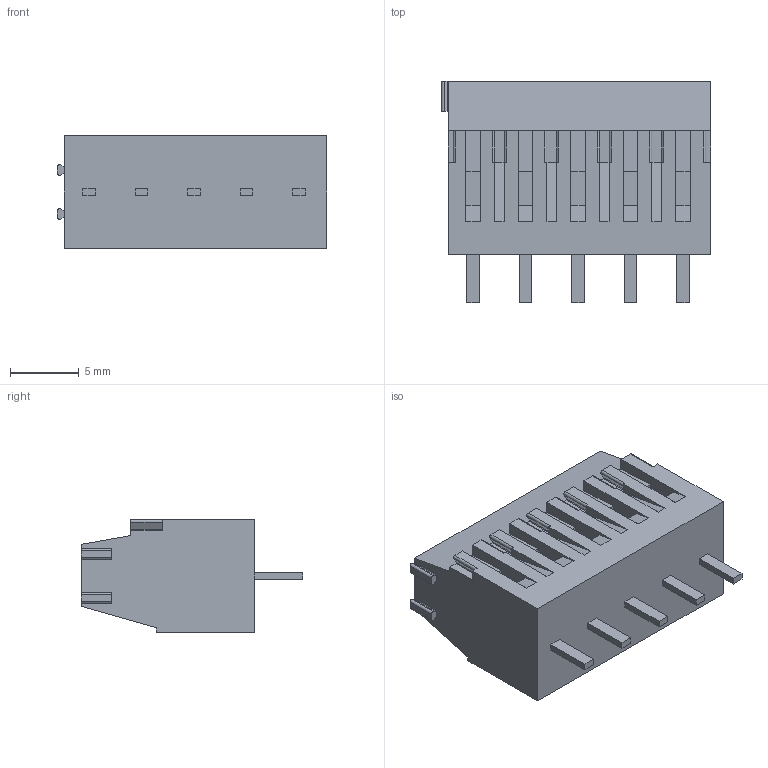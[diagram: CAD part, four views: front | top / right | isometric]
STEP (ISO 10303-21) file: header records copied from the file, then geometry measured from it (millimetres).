
FILE_DESCRIPTION((''),'2;1');
FILE_NAME('C-284392-5','2021-08-25T01:59:04',('workeradm'),('TE Connectivity Ltd.'),'CREO PARAMETRIC BY PTC INC, 2021072','CREO PARAMETRIC BY PTC INC, 2021072','');
FILE_SCHEMA(('AUTOMOTIVE_DESIGN { 1 0 10303 214 1 1 1 1 }'));
Length unit declared in the file: millimetre
Products named in the file (1): C-284392-5
Bounding box: 19.55 x 16.1 x 8.2 mm (x, y, z)
Volume: 1618.5 mm3; surface area: 1214 mm2
Topology: 1 solids, 1 shells, 216 faces, 600 edges, 404 vertices
Faces by surface type: plane 160, cylinder 46, bspline 10
Entity records: 7263 total; most frequent: CARTESIAN_POINT 1447, ORIENTED_EDGE 1194, DIRECTION 1136, EDGE_CURVE 597, VECTOR 478, LINE 478, VERTEX_POINT 398, AXIS2_PLACEMENT_3D 329
